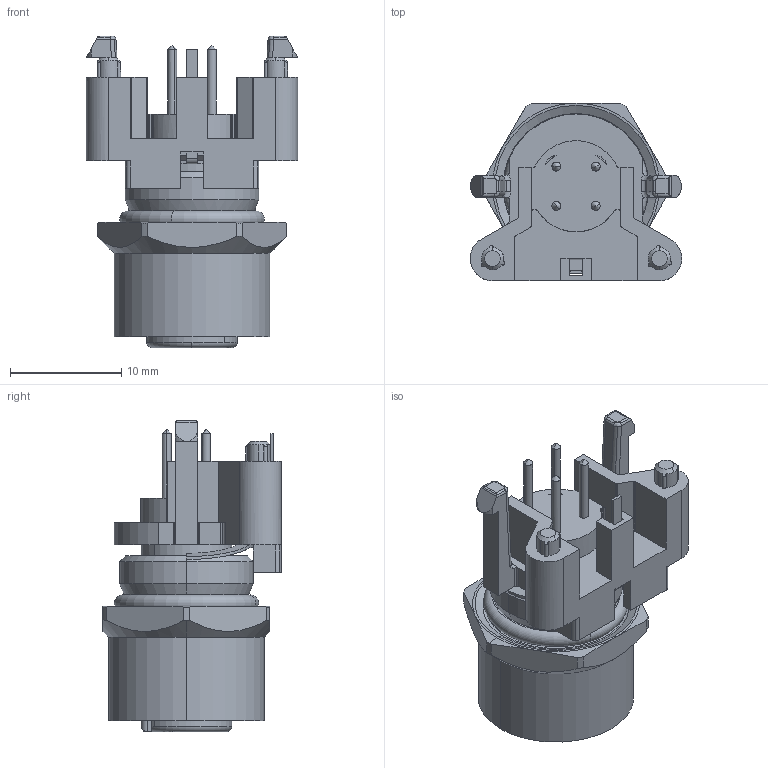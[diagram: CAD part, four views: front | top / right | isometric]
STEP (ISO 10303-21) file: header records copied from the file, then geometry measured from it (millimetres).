
FILE_DESCRIPTION(('CATIA V5R24 STEP','CAx-IF Rec.Pracs.--- Model Styling and Organization---1.2---2011-12-15'),'2;1');
FILE_NAME ('D1461926_0_2423900000_2423900000.stp','2017-05-02T06:00:20+00:00',('none'),('Weidmueller'),'CATIA Version 5-6 Release 2014 SP4 HF52','CATIA V5 STEP AP214','none');
FILE_SCHEMA(('AUTOMOTIVE_DESIGN { 1 0 10303 214 1 1 1 1 }'));
Length unit declared in the file: millimetre
Products named in the file (1): 2423900000
Bounding box: 19 x 16 x 28 mm (x, y, z)
Volume: 2780.4 mm3; surface area: 4128.9 mm2
Topology: 5 solids, 11 shells, 634 faces, 1743 edges, 1121 vertices
Faces by surface type: cylinder 229, plane 223, bspline 84, cone 50, torus 48
Entity records: 21486 total; most frequent: CARTESIAN_POINT 6964, ORIENTED_EDGE 3410, DIRECTION 2260, EDGE_CURVE 1705, VERTEX_POINT 1120, AXIS2_PLACEMENT_3D 1011, VECTOR 721, LINE 721
